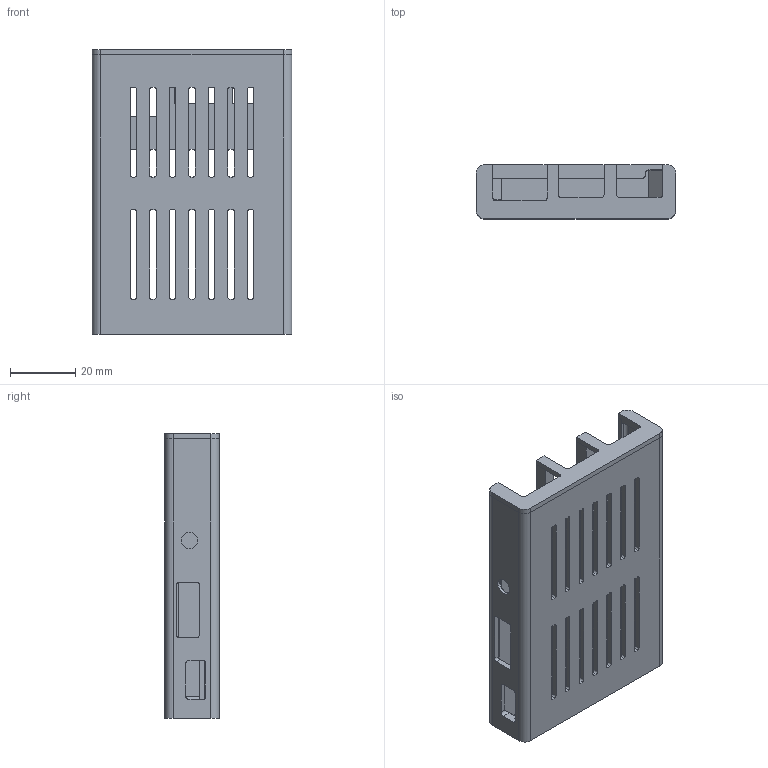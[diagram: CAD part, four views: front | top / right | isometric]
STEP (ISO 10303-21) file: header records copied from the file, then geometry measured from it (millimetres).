
FILE_DESCRIPTION (( 'STEP AP214' ), '1' );
FILE_NAME ('Raspberry Pi B+ Sleeve v1-1 VENT.STEP', '2015-01-24T08:41:21', ( '' ), ( '' ), 'SwSTEP 2.0', 'SolidWorks 2015', '' );
FILE_SCHEMA (( 'AUTOMOTIVE_DESIGN' ));
Length unit declared in the file: millimetre
Products named in the file (1): Raspberry Pi B+ Sleeve v1-1 VENT
Bounding box: 61.2 x 16.7 x 87.4 mm (x, y, z)
Volume: 26096.4 mm3; surface area: 28223.5 mm2
Topology: 2 solids, 2 shells, 290 faces, 860 edges, 572 vertices
Faces by surface type: plane 165, cylinder 125
Entity records: 9893 total; most frequent: CARTESIAN_POINT 1752, ORIENTED_EDGE 1720, DIRECTION 1683, EDGE_CURVE 860, VECTOR 605, LINE 605, VERTEX_POINT 572, AXIS2_PLACEMENT_3D 539
